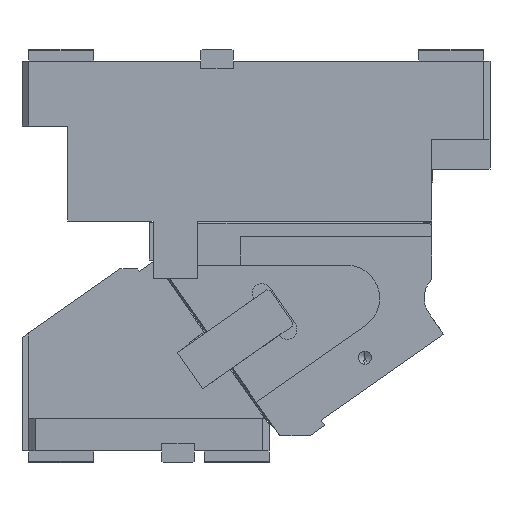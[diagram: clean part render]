
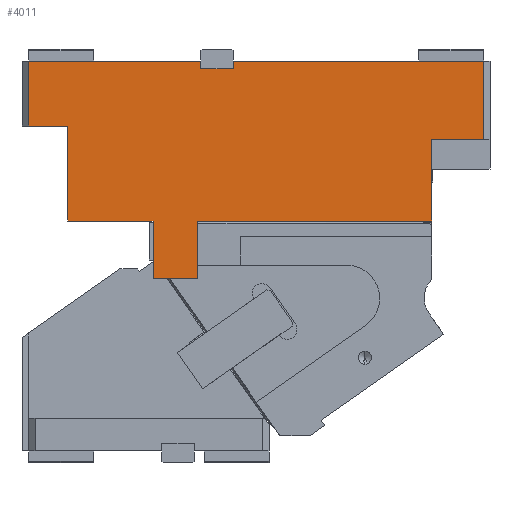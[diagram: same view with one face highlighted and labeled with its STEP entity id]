
A CAD part, front view. The second image highlights one B-rep face of the part: STEP entity #4011.
In plain terms, the highlighted planar face has unit normal (0, -1, 0).
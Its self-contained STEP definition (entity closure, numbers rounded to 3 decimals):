
#319=CARTESIAN_POINT('Vertex',(5.,-100.,0.)) ;
#322=CARTESIAN_POINT('Line Origine',(71.25,-100.,0.)) ;
#326=CARTESIAN_POINT('Vertex',(137.5,-100.,0.)) ;
#715=CARTESIAN_POINT('Line Origine',(20.,-100.,-50.)) ;
#719=CARTESIAN_POINT('Vertex',(5.,-100.,-50.)) ;
#721=CARTESIAN_POINT('Vertex',(35.,-100.,-50.)) ;
#1539=CARTESIAN_POINT('Vertex',(162.5,-100.,-6.)) ;
#1542=CARTESIAN_POINT('Line Origine',(162.5,-100.,-3.)) ;
#1546=CARTESIAN_POINT('Vertex',(162.5,-100.,0.)) ;
#2315=CARTESIAN_POINT('Line Origine',(355.,-100.,-30.05)) ;
#2319=CARTESIAN_POINT('Vertex',(355.,-100.,-60.1)) ;
#2321=CARTESIAN_POINT('Vertex',(355.,-100.,0.)) ;
#2354=CARTESIAN_POINT('Vertex',(315.27,-100.,-123.08)) ;
#2384=CARTESIAN_POINT('Vertex',(315.27,-100.,-60.1)) ;
#2387=CARTESIAN_POINT('Line Origine',(315.27,-100.,-91.59)) ;
#2453=CARTESIAN_POINT('Line Origine',(335.135,-100.,-60.1)) ;
#2646=CARTESIAN_POINT('Line Origine',(258.75,-100.,0.)) ;
#3137=CARTESIAN_POINT('Vertex',(100.77,-100.,-123.08)) ;
#3144=CARTESIAN_POINT('Vertex',(100.77,-100.,-167.58)) ;
#3147=CARTESIAN_POINT('Line Origine',(100.77,-100.,-145.33)) ;
#3166=CARTESIAN_POINT('Line Origine',(117.77,-100.,-167.58)) ;
#3170=CARTESIAN_POINT('Vertex',(134.77,-100.,-167.58)) ;
#3194=CARTESIAN_POINT('Vertex',(134.77,-100.,-123.08)) ;
#3197=CARTESIAN_POINT('Line Origine',(134.77,-100.,-145.33)) ;
#3416=CARTESIAN_POINT('Line Origine',(68.02,-100.,-123.08)) ;
#3420=CARTESIAN_POINT('Vertex',(35.27,-100.,-123.08)) ;
#3440=CARTESIAN_POINT('Line Origine',(225.02,-100.,-123.08)) ;
#3935=CARTESIAN_POINT('Vertex',(137.5,-100.,-6.)) ;
#3938=CARTESIAN_POINT('Line Origine',(150.,-100.,-6.)) ;
#3950=CARTESIAN_POINT('Line Origine',(137.5,-100.,-3.)) ;
#3962=CARTESIAN_POINT('Axis2P3D Location',(0.,-100.,0.)) ;
#3967=CARTESIAN_POINT('Line Origine',(5.,-100.,-25.)) ;
#3972=CARTESIAN_POINT('Line Origine',(35.,-100.,-71.54)) ;
#3976=CARTESIAN_POINT('Vertex',(35.,-100.,-93.08)) ;
#3979=CARTESIAN_POINT('Line Origine',(35.135,-100.,-93.08)) ;
#3983=CARTESIAN_POINT('Vertex',(35.27,-100.,-93.08)) ;
#3986=CARTESIAN_POINT('Line Origine',(35.27,-100.,-108.08)) ;
#323=DIRECTION('Vector Direction',(1.,0.,0.)) ;
#716=DIRECTION('Vector Direction',(1.,0.,0.)) ;
#1543=DIRECTION('Vector Direction',(0.,0.,-1.)) ;
#2316=DIRECTION('Vector Direction',(0.,0.,1.)) ;
#2388=DIRECTION('Vector Direction',(0.,0.,1.)) ;
#2454=DIRECTION('Vector Direction',(1.,0.,0.)) ;
#2647=DIRECTION('Vector Direction',(1.,0.,0.)) ;
#3148=DIRECTION('Vector Direction',(0.,0.,1.)) ;
#3167=DIRECTION('Vector Direction',(1.,0.,0.)) ;
#3198=DIRECTION('Vector Direction',(0.,0.,1.)) ;
#3417=DIRECTION('Vector Direction',(-1.,0.,0.)) ;
#3441=DIRECTION('Vector Direction',(-1.,0.,0.)) ;
#3939=DIRECTION('Vector Direction',(-1.,0.,0.)) ;
#3951=DIRECTION('Vector Direction',(0.,0.,-1.)) ;
#3963=DIRECTION('Axis2P3D Direction',(0.,1.,0.)) ;
#3964=DIRECTION('Axis2P3D XDirection',(0.,0.,1.)) ;
#3968=DIRECTION('Vector Direction',(0.,0.,-1.)) ;
#3973=DIRECTION('Vector Direction',(0.,0.,-1.)) ;
#3980=DIRECTION('Vector Direction',(-1.,0.,0.)) ;
#3987=DIRECTION('Vector Direction',(0.,0.,-1.)) ;
#3965=AXIS2_PLACEMENT_3D('Plane Axis2P3D',#3962,#3963,#3964) ;
#3992=ORIENTED_EDGE('',*,*,#3954,.F.) ;
#3993=ORIENTED_EDGE('',*,*,#328,.F.) ;
#3994=ORIENTED_EDGE('',*,*,#3971,.T.) ;
#3995=ORIENTED_EDGE('',*,*,#723,.T.) ;
#3996=ORIENTED_EDGE('',*,*,#3978,.T.) ;
#3997=ORIENTED_EDGE('',*,*,#3985,.F.) ;
#3998=ORIENTED_EDGE('',*,*,#3990,.T.) ;
#3999=ORIENTED_EDGE('',*,*,#3422,.T.) ;
#4000=ORIENTED_EDGE('',*,*,#3151,.F.) ;
#4001=ORIENTED_EDGE('',*,*,#3172,.T.) ;
#4002=ORIENTED_EDGE('',*,*,#3201,.T.) ;
#4003=ORIENTED_EDGE('',*,*,#3444,.T.) ;
#4004=ORIENTED_EDGE('',*,*,#2391,.T.) ;
#4005=ORIENTED_EDGE('',*,*,#2457,.T.) ;
#4006=ORIENTED_EDGE('',*,*,#2323,.T.) ;
#4007=ORIENTED_EDGE('',*,*,#2650,.F.) ;
#4008=ORIENTED_EDGE('',*,*,#1548,.F.) ;
#4009=ORIENTED_EDGE('',*,*,#3942,.F.) ;
#324=VECTOR('Line Direction',#323,1.) ;
#717=VECTOR('Line Direction',#716,1.) ;
#1544=VECTOR('Line Direction',#1543,1.) ;
#2317=VECTOR('Line Direction',#2316,1.) ;
#2389=VECTOR('Line Direction',#2388,1.) ;
#2455=VECTOR('Line Direction',#2454,1.) ;
#2648=VECTOR('Line Direction',#2647,1.) ;
#3149=VECTOR('Line Direction',#3148,1.) ;
#3168=VECTOR('Line Direction',#3167,1.) ;
#3199=VECTOR('Line Direction',#3198,1.) ;
#3418=VECTOR('Line Direction',#3417,1.) ;
#3442=VECTOR('Line Direction',#3441,1.) ;
#3940=VECTOR('Line Direction',#3939,1.) ;
#3952=VECTOR('Line Direction',#3951,1.) ;
#3969=VECTOR('Line Direction',#3968,1.) ;
#3974=VECTOR('Line Direction',#3973,1.) ;
#3981=VECTOR('Line Direction',#3980,1.) ;
#3988=VECTOR('Line Direction',#3987,1.) ;
#4011=ADVANCED_FACE('CAM HOLDER',(#4010),#3966,.F.) ;
#328=EDGE_CURVE('',#320,#327,#325,.T.) ;
#723=EDGE_CURVE('',#720,#722,#718,.T.) ;
#1548=EDGE_CURVE('',#1540,#1547,#1545,.F.) ;
#2323=EDGE_CURVE('',#2320,#2322,#2318,.T.) ;
#2391=EDGE_CURVE('',#2355,#2385,#2390,.T.) ;
#2457=EDGE_CURVE('',#2385,#2320,#2456,.T.) ;
#2650=EDGE_CURVE('',#1547,#2322,#2649,.T.) ;
#3151=EDGE_CURVE('',#3145,#3138,#3150,.T.) ;
#3172=EDGE_CURVE('',#3145,#3171,#3169,.T.) ;
#3201=EDGE_CURVE('',#3171,#3195,#3200,.T.) ;
#3422=EDGE_CURVE('',#3421,#3138,#3419,.F.) ;
#3444=EDGE_CURVE('',#3195,#2355,#3443,.F.) ;
#3942=EDGE_CURVE('',#3936,#1540,#3941,.F.) ;
#3954=EDGE_CURVE('',#327,#3936,#3953,.T.) ;
#3971=EDGE_CURVE('',#320,#720,#3970,.T.) ;
#3978=EDGE_CURVE('',#722,#3977,#3975,.T.) ;
#3985=EDGE_CURVE('',#3984,#3977,#3982,.T.) ;
#3990=EDGE_CURVE('',#3984,#3421,#3989,.T.) ;
#3991=EDGE_LOOP('',(#3992,#3993,#3994,#3995,#3996,#3997,#3998,#3999,#4000,#4001,#4002,#4003,#4004,#4005,#4006,#4007,#4008,#4009)) ;
#4010=FACE_OUTER_BOUND('',#3991,.T.) ;
#325=LINE('Line',#322,#324) ;
#718=LINE('Line',#715,#717) ;
#1545=LINE('Line',#1542,#1544) ;
#2318=LINE('Line',#2315,#2317) ;
#2390=LINE('Line',#2387,#2389) ;
#2456=LINE('Line',#2453,#2455) ;
#2649=LINE('Line',#2646,#2648) ;
#3150=LINE('Line',#3147,#3149) ;
#3169=LINE('Line',#3166,#3168) ;
#3200=LINE('Line',#3197,#3199) ;
#3419=LINE('Line',#3416,#3418) ;
#3443=LINE('Line',#3440,#3442) ;
#3941=LINE('Line',#3938,#3940) ;
#3953=LINE('Line',#3950,#3952) ;
#3970=LINE('Line',#3967,#3969) ;
#3975=LINE('Line',#3972,#3974) ;
#3982=LINE('Line',#3979,#3981) ;
#3989=LINE('Line',#3986,#3988) ;
#3966=PLANE('Plane',#3965) ;
#320=VERTEX_POINT('',#319) ;
#327=VERTEX_POINT('',#326) ;
#720=VERTEX_POINT('',#719) ;
#722=VERTEX_POINT('',#721) ;
#1540=VERTEX_POINT('',#1539) ;
#1547=VERTEX_POINT('',#1546) ;
#2320=VERTEX_POINT('',#2319) ;
#2322=VERTEX_POINT('',#2321) ;
#2355=VERTEX_POINT('',#2354) ;
#2385=VERTEX_POINT('',#2384) ;
#3138=VERTEX_POINT('',#3137) ;
#3145=VERTEX_POINT('',#3144) ;
#3171=VERTEX_POINT('',#3170) ;
#3195=VERTEX_POINT('',#3194) ;
#3421=VERTEX_POINT('',#3420) ;
#3936=VERTEX_POINT('',#3935) ;
#3977=VERTEX_POINT('',#3976) ;
#3984=VERTEX_POINT('',#3983) ;
